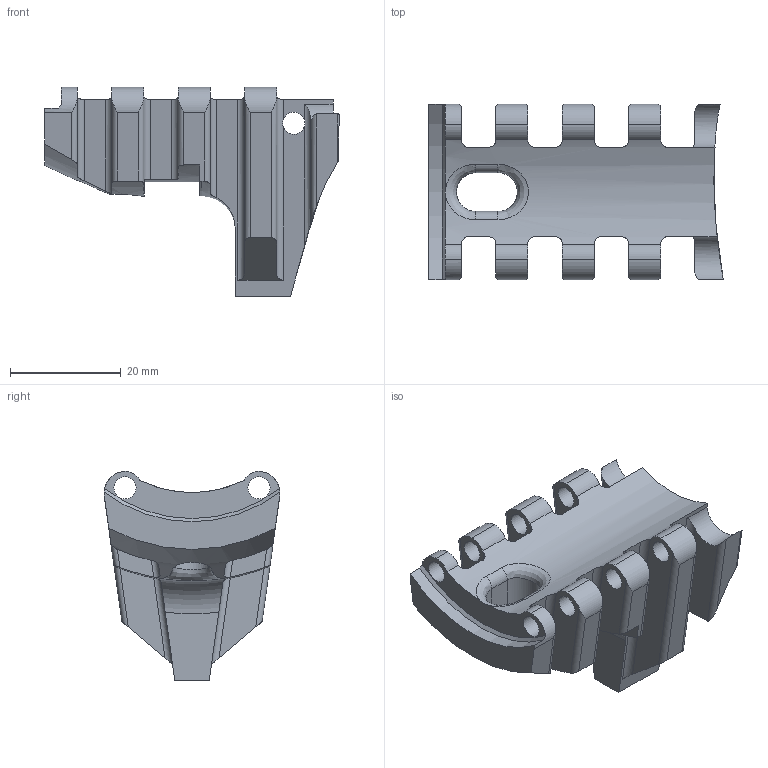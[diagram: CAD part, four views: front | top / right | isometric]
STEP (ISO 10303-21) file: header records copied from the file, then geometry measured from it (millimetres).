
FILE_DESCRIPTION(/* description */ ('STEP AP214'),/* implementation_level */ '2;1');
FILE_NAME(/* name */ '683c512d4258294a187f3df1',/* time_stamp */ '2025-06-01T13:10:06Z',/* author */ (''),/* organization */ (''),/* preprocessor_version */ 'ST-DEVELOPER v20',/* originating_system */ 'ONSHAPE BY PTC INC, 1.198',/* authorisation */ ' ');
FILE_SCHEMA (('AUTOMOTIVE_DESIGN {1 0 10303 214 3 1 1}'));
Length unit declared in the file: metre
Products named in the file (1): Part 19
Bounding box: 53.2 x 31.78 x 37.85 mm (x, y, z)
Volume: 18478.2 mm3; surface area: 8567.3 mm2
Topology: 1 solids, 1 shells, 126 faces, 380 edges, 252 vertices
Faces by surface type: cylinder 73, plane 43, bspline 7, cone 2, torus 1
Full cylindrical faces by diameter (mm): 4 x9
Entity records: 4631 total; most frequent: CARTESIAN_POINT 1366, ORIENTED_EDGE 726, DIRECTION 609, EDGE_CURVE 363, VERTEX_POINT 244, AXIS2_PLACEMENT_3D 232, EDGE_LOOP 151, FACE_BOUND 151
